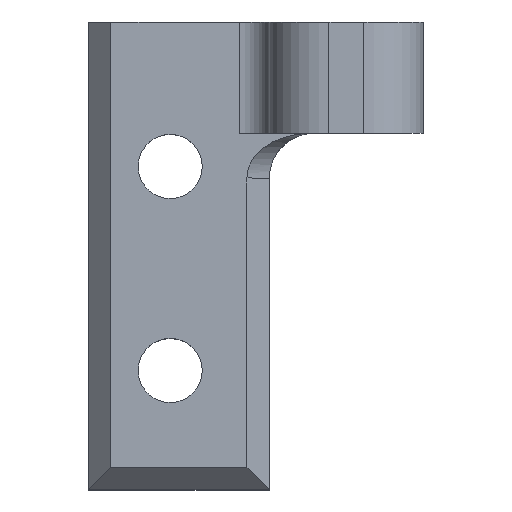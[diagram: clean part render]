
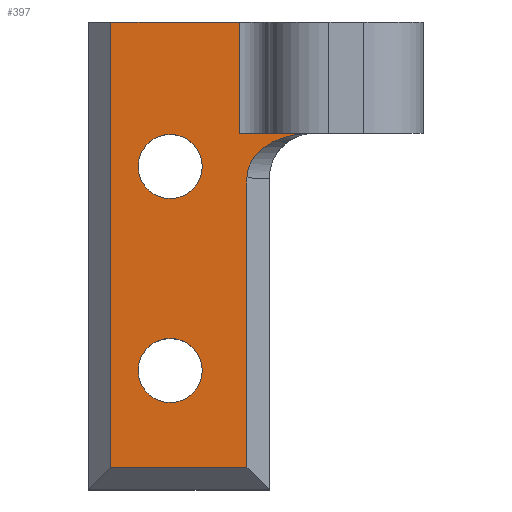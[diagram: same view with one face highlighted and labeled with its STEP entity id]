
A CAD part, top view. The second image highlights one B-rep face of the part: STEP entity #397.
In plain terms, the highlighted planar face has unit normal (0, 0, 1).
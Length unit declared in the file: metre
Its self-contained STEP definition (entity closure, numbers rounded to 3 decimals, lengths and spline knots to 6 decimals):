
#12=ELLIPSE('',#448,0.004243,0.003);
#27=LINE('',#592,#64);
#33=LINE('',#612,#70);
#53=LINE('',#669,#90);
#54=LINE('',#672,#91);
#55=LINE('',#675,#92);
#56=LINE('',#676,#93);
#64=VECTOR('',#472,1.);
#70=VECTOR('',#490,1.);
#90=VECTOR('',#546,1.);
#91=VECTOR('',#547,1.);
#92=VECTOR('',#550,1.);
#93=VECTOR('',#551,1.);
#158=ORIENTED_EDGE('',*,*,#248,.T.);
#159=ORIENTED_EDGE('',*,*,#247,.T.);
#160=ORIENTED_EDGE('',*,*,#250,.T.);
#161=ORIENTED_EDGE('',*,*,#251,.T.);
#162=ORIENTED_EDGE('',*,*,#252,.T.);
#163=ORIENTED_EDGE('',*,*,#221,.T.);
#164=ORIENTED_EDGE('',*,*,#253,.T.);
#165=ORIENTED_EDGE('',*,*,#211,.T.);
#166=ORIENTED_EDGE('',*,*,#254,.T.);
#211=EDGE_CURVE('',#266,#265,#27,.T.);
#221=EDGE_CURVE('',#274,#275,#33,.T.);
#247=EDGE_CURVE('',#291,#291,#309,.T.);
#248=EDGE_CURVE('',#292,#292,#310,.T.);
#250=EDGE_CURVE('',#293,#294,#53,.T.);
#251=EDGE_CURVE('',#294,#295,#54,.T.);
#252=EDGE_CURVE('',#295,#274,#12,.F.);
#253=EDGE_CURVE('',#275,#266,#55,.T.);
#254=EDGE_CURVE('',#265,#293,#56,.T.);
#265=VERTEX_POINT('',#591);
#266=VERTEX_POINT('',#593);
#274=VERTEX_POINT('',#613);
#275=VERTEX_POINT('',#614);
#291=VERTEX_POINT('',#662);
#292=VERTEX_POINT('',#665);
#293=VERTEX_POINT('',#670);
#294=VERTEX_POINT('',#671);
#295=VERTEX_POINT('',#673);
#309=CIRCLE('',#443,0.00215);
#310=CIRCLE('',#445,0.00215);
#328=EDGE_LOOP('',(#158));
#329=EDGE_LOOP('',(#159));
#330=EDGE_LOOP('',(#160,#161,#162,#163,#164,#165,#166));
#359=FACE_BOUND('',#328,.T.);
#360=FACE_BOUND('',#329,.T.);
#361=FACE_BOUND('',#330,.T.);
#382=PLANE('',#447);
#397=ADVANCED_FACE('',(#359,#360,#361),#382,.T.);
#443=AXIS2_PLACEMENT_3D('',#661,#535,#536);
#445=AXIS2_PLACEMENT_3D('',#664,#539,#540);
#447=AXIS2_PLACEMENT_3D('',#668,#544,#545);
#448=AXIS2_PLACEMENT_3D('',#674,#548,#549);
#472=DIRECTION('',(-1.,0.,0.));
#490=DIRECTION('',(-1.,0.,0.));
#535=DIRECTION('',(0.,0.,-1.));
#536=DIRECTION('',(-1.,0.,0.));
#539=DIRECTION('',(0.,0.,-1.));
#540=DIRECTION('',(-1.,0.,0.));
#544=DIRECTION('',(0.,0.,1.));
#545=DIRECTION('',(1.,0.,0.));
#546=DIRECTION('',(1.,0.,0.));
#547=DIRECTION('',(0.,1.,0.));
#548=DIRECTION('',(0.,0.,1.));
#549=DIRECTION('',(1.,0.,0.));
#550=DIRECTION('',(0.,1.,0.));
#551=DIRECTION('',(0.,-1.,0.));
#591=CARTESIAN_POINT('',(0.006967,0.085683,0.019008));
#592=CARTESIAN_POINT('',(0.004105,0.085683,0.019008));
#593=CARTESIAN_POINT('',(0.015602,0.085683,0.019008));
#612=CARTESIAN_POINT('',(-0.002308,0.07823,0.019008));
#613=CARTESIAN_POINT('',(0.020345,0.07823,0.019008));
#614=CARTESIAN_POINT('',(0.015602,0.07823,0.019008));
#661=CARTESIAN_POINT('',(0.010946,0.06231,0.019008));
#662=CARTESIAN_POINT('',(0.008796,0.06231,0.019008));
#664=CARTESIAN_POINT('',(0.010946,0.076002,0.019008));
#665=CARTESIAN_POINT('',(0.008796,0.076002,0.019008));
#668=CARTESIAN_POINT('',(-0.002308,0.065301,0.019008));
#669=CARTESIAN_POINT('',(0.017602,0.055802,0.019008));
#670=CARTESIAN_POINT('',(0.006967,0.055802,0.019008));
#671=CARTESIAN_POINT('',(0.016102,0.055802,0.019008));
#672=CARTESIAN_POINT('',(0.016102,0.07823,0.019008));
#673=CARTESIAN_POINT('',(0.016102,0.07523,0.019008));
#674=CARTESIAN_POINT('',(0.020345,0.07523,0.019008));
#675=CARTESIAN_POINT('',(0.015602,0.085683,0.019008));
#676=CARTESIAN_POINT('',(0.006967,0.065301,0.019008));
